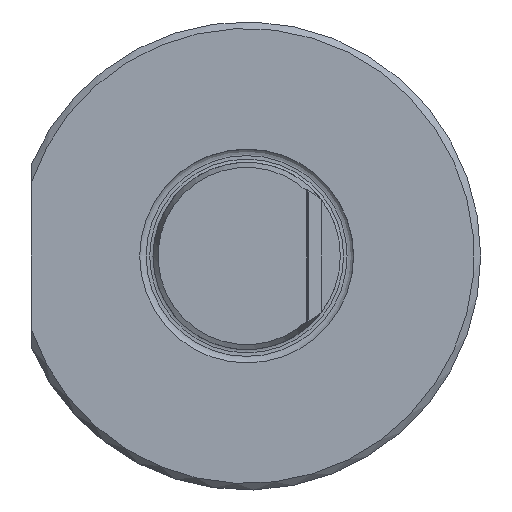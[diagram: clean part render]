
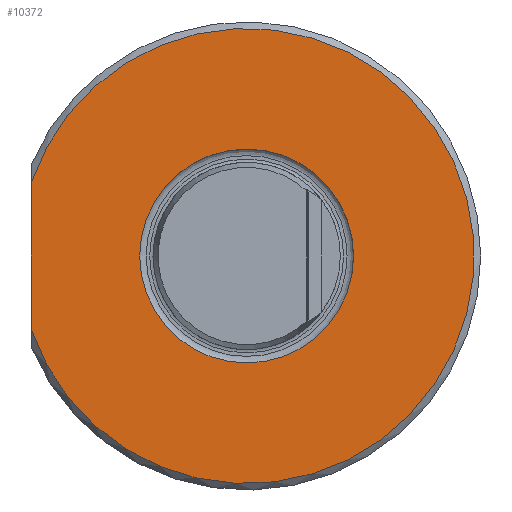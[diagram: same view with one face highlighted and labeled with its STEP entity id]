
A CAD part, front view. The second image highlights one B-rep face of the part: STEP entity #10372.
In plain terms, the highlighted planar face has unit normal (0, -1, 0).
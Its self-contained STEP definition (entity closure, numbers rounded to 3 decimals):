
#180 = ORIENTED_EDGE ( 'NONE', *, *, #9489, .F. ) ;
#643 = EDGE_CURVE ( 'NONE', #7610, #716, #12798, .T. ) ;
#716 = VERTEX_POINT ( 'NONE', #9149 ) ;
#748 = DIRECTION ( 'NONE',  ( 0., 1., 0. ) ) ;
#1367 = PLANE ( 'NONE',  #4624 ) ;
#1527 = EDGE_LOOP ( 'NONE', ( #180 ) ) ;
#2604 = CARTESIAN_POINT ( 'NONE',  ( -11.55, 0., 0. ) ) ;
#2620 = DIRECTION ( 'NONE',  ( 0., 0., 1. ) ) ;
#3159 = CIRCLE ( 'NONE', #9449, 11.419 ) ;
#4551 = DIRECTION ( 'NONE',  ( 1., 0., 0. ) ) ;
#4624 = AXIS2_PLACEMENT_3D ( 'NONE', #2604, #9425, #6663 ) ;
#4802 = DIRECTION ( 'NONE',  ( -1., 0., 0. ) ) ;
#5099 = AXIS2_PLACEMENT_3D ( 'NONE', #9873, #748, #4802 ) ;
#5255 = VECTOR ( 'NONE', #2620, 1000. ) ;
#5625 = CARTESIAN_POINT ( 'NONE',  ( -23., 0., -24.328 ) ) ;
#6496 = EDGE_CURVE ( 'NONE', #716, #7610, #12040, .T. ) ;
#6535 = DIRECTION ( 'NONE',  ( 0., -1., 0. ) ) ;
#6663 = DIRECTION ( 'NONE',  ( 1., 0., 0. ) ) ;
#7468 = FACE_BOUND ( 'NONE', #1527, .T. ) ;
#7610 = VERTEX_POINT ( 'NONE', #10982 ) ;
#7913 = CARTESIAN_POINT ( 'NONE',  ( 11.419, 0., 0. ) ) ;
#8585 = EDGE_LOOP ( 'NONE', ( #8590, #12865 ) ) ;
#8590 = ORIENTED_EDGE ( 'NONE', *, *, #643, .F. ) ;
#8842 = VERTEX_POINT ( 'NONE', #7913 ) ;
#9149 = CARTESIAN_POINT ( 'NONE',  ( -23., 0., 7.842 ) ) ;
#9425 = DIRECTION ( 'NONE',  ( 0., -1., 0. ) ) ;
#9449 = AXIS2_PLACEMENT_3D ( 'NONE', #10497, #6535, #4551 ) ;
#9489 = EDGE_CURVE ( 'NONE', #8842, #8842, #3159, .T. ) ;
#9873 = CARTESIAN_POINT ( 'NONE',  ( 0., 0., 0. ) ) ;
#10372 = ADVANCED_FACE ( 'Defeature completata1_9', ( #12652, #7468 ), #1367, .T. ) ;
#10497 = CARTESIAN_POINT ( 'NONE',  ( 0., 0., 0. ) ) ;
#10982 = CARTESIAN_POINT ( 'NONE',  ( -23., 0., -7.842 ) ) ;
#12040 = CIRCLE ( 'NONE', #5099, 24.3 ) ;
#12652 = FACE_OUTER_BOUND ( 'NONE', #8585, .T. ) ;
#12798 = LINE ( 'NONE', #5625, #5255 ) ;
#12865 = ORIENTED_EDGE ( 'NONE', *, *, #6496, .F. ) ;
